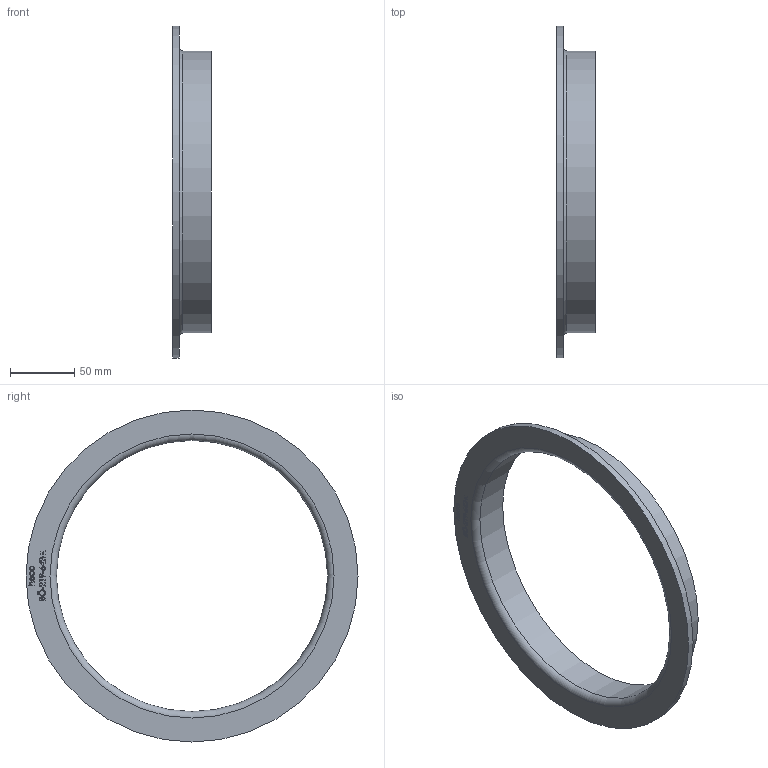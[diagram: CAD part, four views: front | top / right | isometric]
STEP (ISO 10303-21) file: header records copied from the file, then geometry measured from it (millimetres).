
FILE_DESCRIPTION (( 'STEP AP214' ), '1' );
FILE_NAME ('BÖ-219-642-x Vorschweissbördel 2010.STEP', '2020-10-16T09:05:06', ( '' ), ( '' ), 'SwSTEP 2.0', 'SolidWorks 2019', '' );
FILE_SCHEMA (( 'AUTOMOTIVE_DESIGN' ));
Length unit declared in the file: millimetre
Products named in the file (1): BÖ-219-642-x Vorschweissbördel 2010
Bounding box: 30 x 258 x 258 mm (x, y, z)
Volume: 155676.2 mm3; surface area: 73750.6 mm2
Topology: 1 solids, 1 shells, 207 faces, 533 edges, 355 vertices
Faces by surface type: plane 112, bspline 90, cylinder 3, torus 2
Full cylindrical faces by diameter (mm): 210.7 x1, 219.1 x1, 258 x1
Entity records: 13124 total; most frequent: CARTESIAN_POINT 6571, ORIENTED_EDGE 1054, DIRECTION 591, EDGE_CURVE 527, VERTEX_POINT 354, VECTOR 339, LINE 339, EDGE_LOOP 241
